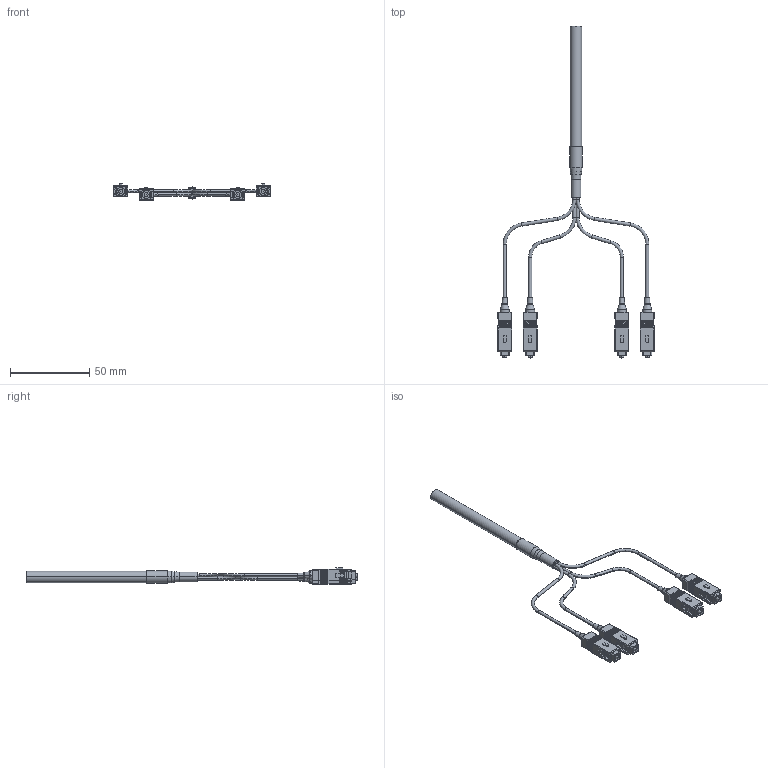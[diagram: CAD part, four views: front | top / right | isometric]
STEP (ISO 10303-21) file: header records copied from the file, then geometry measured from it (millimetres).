
FILE_DESCRIPTION (( 'STEP AP214' ), '1' );
FILE_NAME ('FPT12-SCUSM-R-FO_3D.STEP', '2020-06-11T19:03:26', ( '' ), ( '' ), 'SwSTEP 2.0', 'SolidWorks 2018', '' );
FILE_SCHEMA (( 'AUTOMOTIVE_DESIGN' ));
Length unit declared in the file: inch
Products named in the file (10): 1AF04-009-MA1A; 1AF04-009_FIS SOLID BOOT; FPT12-SC-MA3; MTPM06-ST-MA4_2mm Diameter; FPT12-SC-MA2; MTPM06-ST-MA3_2mm Diameter; FPT12-SC-MA1_without mtp; 1AF04-009-MA2A; 1AF04-009-MA3A_Larger OD; FPT12-SCUSM-R-FO_3D
Assembly tree (14 placements, depth 3):
  FPT12-SCUSM-R-FO_3D
    FPT12-SC-MA1_without mtp
      FPT12-SC-MA2
      MTPM06-ST-MA3_2mm Diameter  x2
      MTPM06-ST-MA4_2mm Diameter  x2
      FPT12-SC-MA3
    1AF04-009_FIS SOLID BOOT  x4
      1AF04-009-MA2A
      1AF04-009-MA1A
      1AF04-009-MA3A_Larger OD
Bounding box: 98.88 x 209.48 x 10.25 mm (x, y, z)
Volume: 11082.5 mm3; surface area: 16309.4 mm2
Topology: 18 solids, 18 shells, 1316 faces, 3428 edges, 2136 vertices
Faces by surface type: plane 796, cylinder 370, torus 60, sphere 48, cone 26, bspline 16
Entity records: 11257 total; most frequent: CARTESIAN_POINT 2286, ORIENTED_EDGE 1784, DIRECTION 1712, EDGE_CURVE 892, VECTOR 588, LINE 588, AXIS2_PLACEMENT_3D 562, VERTEX_POINT 558
